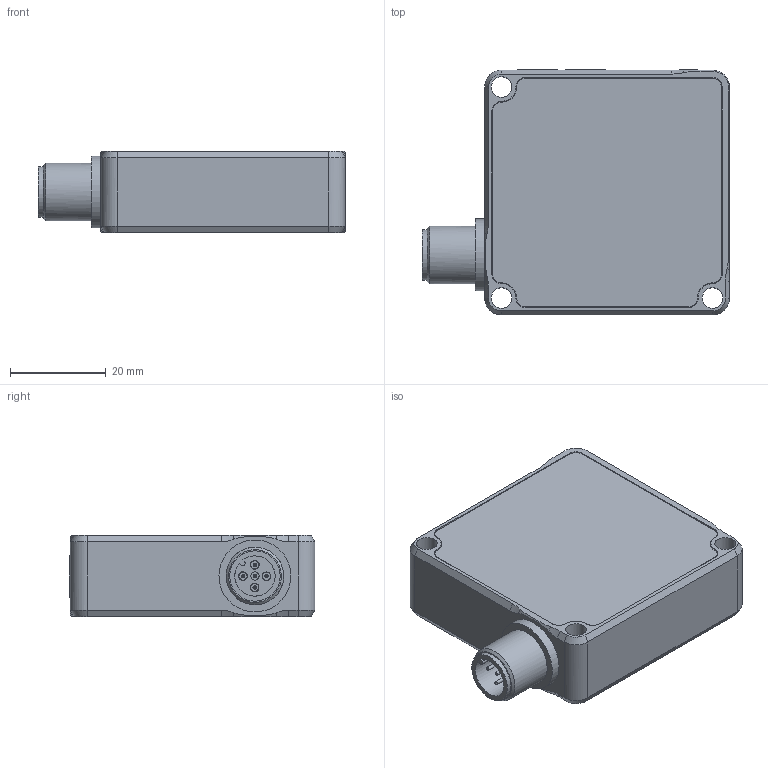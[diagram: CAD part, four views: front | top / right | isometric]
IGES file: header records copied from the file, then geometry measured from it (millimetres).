
Global section: file name: LVHT 52 B5; native system: Autodesk Inventor 2019; preprocessor: unknown; author: C. Kuhn; organization: di-soric GmbH & Co. KG; date: 20191028.091923; units: millimetre
Bounding box: 64.05 x 51.25 x 17 mm (x, y, z)
Volume: 41661.2 mm3; surface area: 17257.4 mm2
Topology: 6 solids, 10 shells, 370 faces, 939 edges, 630 vertices
Faces by surface type: bspline 370
